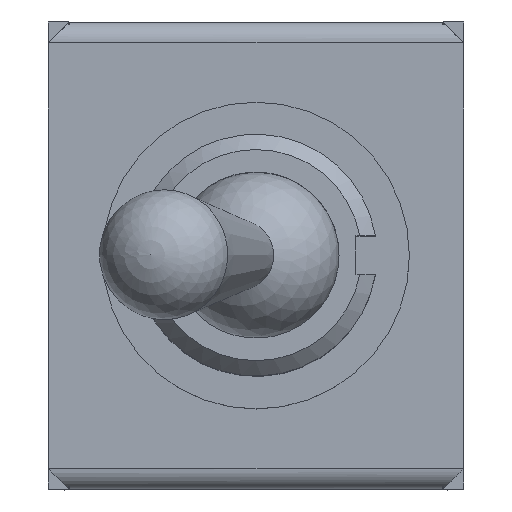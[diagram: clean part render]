
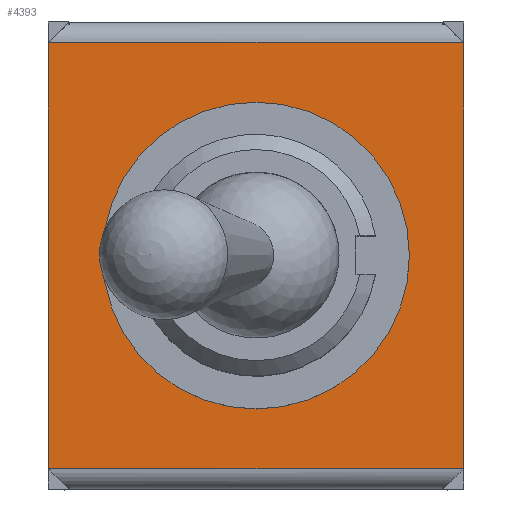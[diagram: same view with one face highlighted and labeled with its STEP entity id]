
A CAD part, top view. The second image highlights one B-rep face of the part: STEP entity #4393.
In plain terms, the highlighted planar face has unit normal (0, 0, 1).
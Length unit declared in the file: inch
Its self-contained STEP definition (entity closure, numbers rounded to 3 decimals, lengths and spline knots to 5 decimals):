
#106=PLANE('',#4738);
#254=FACE_BOUND('',#705,.T.);
#465=FACE_OUTER_BOUND('',#704,.T.);
#704=EDGE_LOOP('',(#3723,#3724,#3725,#3726,#3727,#3728,#3729,#3730));
#705=EDGE_LOOP('',(#3731));
#1045=LINE('',#7817,#1523);
#1049=LINE('',#7826,#1527);
#1076=LINE('',#7885,#1554);
#1078=LINE('',#7891,#1556);
#1081=LINE('',#7896,#1559);
#1082=LINE('',#7898,#1560);
#1083=LINE('',#7900,#1561);
#1084=LINE('',#7901,#1562);
#1523=VECTOR('',#5506,0.3937);
#1527=VECTOR('',#5514,0.3937);
#1554=VECTOR('',#5553,0.3937);
#1556=VECTOR('',#5559,0.3937);
#1559=VECTOR('',#5564,0.3937);
#1560=VECTOR('',#5565,0.3937);
#1561=VECTOR('',#5566,0.3937);
#1562=VECTOR('',#5567,0.3937);
#1790=CIRCLE('',#4555,0.11811);
#1892=VERTEX_POINT('',#6103);
#2141=VERTEX_POINT('',#7814);
#2142=VERTEX_POINT('',#7816);
#2145=VERTEX_POINT('',#7824);
#2170=VERTEX_POINT('',#7882);
#2171=VERTEX_POINT('',#7884);
#2173=VERTEX_POINT('',#7890);
#2175=VERTEX_POINT('',#7897);
#2176=VERTEX_POINT('',#7899);
#2334=EDGE_CURVE('',#1892,#1892,#1790,.T.);
#2688=EDGE_CURVE('',#2141,#2142,#1045,.T.);
#2693=EDGE_CURVE('',#2145,#2141,#1049,.T.);
#2723=EDGE_CURVE('',#2170,#2171,#1076,.T.);
#2726=EDGE_CURVE('',#2171,#2173,#1078,.T.);
#2729=EDGE_CURVE('',#2173,#2145,#1081,.T.);
#2730=EDGE_CURVE('',#2175,#2170,#1082,.T.);
#2731=EDGE_CURVE('',#2176,#2175,#1083,.T.);
#2732=EDGE_CURVE('',#2142,#2176,#1084,.T.);
#3723=ORIENTED_EDGE('',*,*,#2688,.F.);
#3724=ORIENTED_EDGE('',*,*,#2693,.F.);
#3725=ORIENTED_EDGE('',*,*,#2729,.F.);
#3726=ORIENTED_EDGE('',*,*,#2726,.F.);
#3727=ORIENTED_EDGE('',*,*,#2723,.F.);
#3728=ORIENTED_EDGE('',*,*,#2730,.F.);
#3729=ORIENTED_EDGE('',*,*,#2731,.F.);
#3730=ORIENTED_EDGE('',*,*,#2732,.F.);
#3731=ORIENTED_EDGE('',*,*,#2334,.T.);
#4393=ADVANCED_FACE('',(#465,#254),#106,.T.);
#4555=AXIS2_PLACEMENT_3D('',#6105,#4942,#4943);
#4738=AXIS2_PLACEMENT_3D('',#7895,#5562,#5563);
#4942=DIRECTION('center_axis',(0.,0.,
-1.));
#4943=DIRECTION('ref_axis',(-1.,0.,0.));
#5506=DIRECTION('',(1.,0.,0.));
#5514=DIRECTION('',(0.707,0.707,0.));
#5553=DIRECTION('',(-1.,0.,0.));
#5559=DIRECTION('',(-0.707,0.707,0.));
#5562=DIRECTION('center_axis',(0.,0.,
1.));
#5563=DIRECTION('ref_axis',(1.,0.,0.));
#5564=DIRECTION('',(0.,1.,0.));
#5565=DIRECTION('',(-0.707,-0.707,0.));
#5566=DIRECTION('',(0.,-1.,0.));
#5567=DIRECTION('',(0.707,-0.707,0.));
#6103=CARTESIAN_POINT('',(0.11811,0.,0.28858));
#6105=CARTESIAN_POINT('Origin',(0.,0.,
0.28858));
#7814=CARTESIAN_POINT('',(-0.15965,0.16417,0.28858));
#7816=CARTESIAN_POINT('',(0.15965,0.16417,0.28858));
#7817=CARTESIAN_POINT('',(-0.08002,0.16417,0.28858));
#7824=CARTESIAN_POINT('',(-0.16004,0.16378,0.28858));
#7826=CARTESIAN_POINT('',(-0.15694,0.16688,0.28858));
#7882=CARTESIAN_POINT('',(0.15965,-0.16417,0.28858));
#7884=CARTESIAN_POINT('',(-0.15965,-0.16417,0.28858));
#7885=CARTESIAN_POINT('',(0.08002,-0.16417,0.28858));
#7890=CARTESIAN_POINT('',(-0.16004,-0.16378,0.28858));
#7891=CARTESIAN_POINT('',(-0.15694,-0.16688,0.28858));
#7895=CARTESIAN_POINT('Origin',(0.,0.,
0.28858));
#7896=CARTESIAN_POINT('',(-0.16004,-0.17992,0.28858));
#7897=CARTESIAN_POINT('',(0.16004,-0.16378,0.28858));
#7898=CARTESIAN_POINT('',(0.15694,-0.16688,0.28858));
#7899=CARTESIAN_POINT('',(0.16004,0.16378,0.28858));
#7900=CARTESIAN_POINT('',(0.16004,0.17992,0.28858));
#7901=CARTESIAN_POINT('',(0.15694,0.16688,0.28858));
